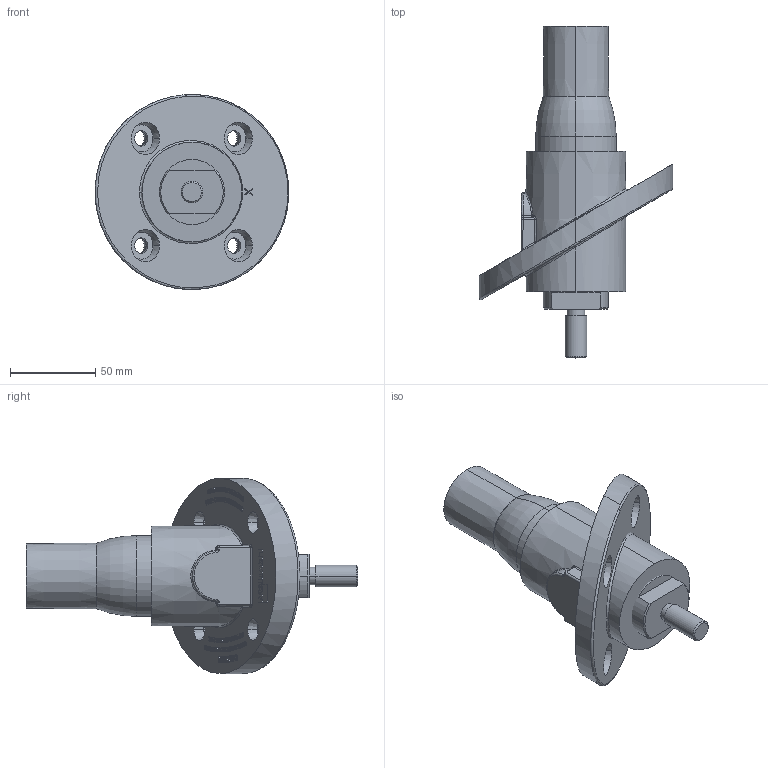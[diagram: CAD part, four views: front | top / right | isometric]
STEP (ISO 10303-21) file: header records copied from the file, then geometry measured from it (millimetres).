
FILE_DESCRIPTION (( 'STEP AP203' ), '1' );
FILE_NAME ('ORC7152-M01.STEP', '2025-12-08T16:25:39', ( '' ), ( '' ), 'SwSTEP 2.0', 'SolidWorks 2024', '' );
FILE_SCHEMA (( 'CONFIG_CONTROL_DESIGN' ));
Products named in the file (1): ORC7152-M01
Bounding box: 113.43 x 194.47 x 114.3 mm (x, y, z)
Volume: 482127.7 mm3; surface area: 103317.7 mm2
Topology: 4 solids, 4 shells, 1330 faces, 3484 edges, 2299 vertices
Faces by surface type: plane 848, bspline 377, cylinder 52, cone 39, torus 8, sphere 6
Entity records: 62665 total; most frequent: CARTESIAN_POINT 32280, ORIENTED_EDGE 6960, DIRECTION 4810, EDGE_CURVE 3480, LINE 2490, VECTOR 2490, VERTEX_POINT 2299, EDGE_LOOP 1499
